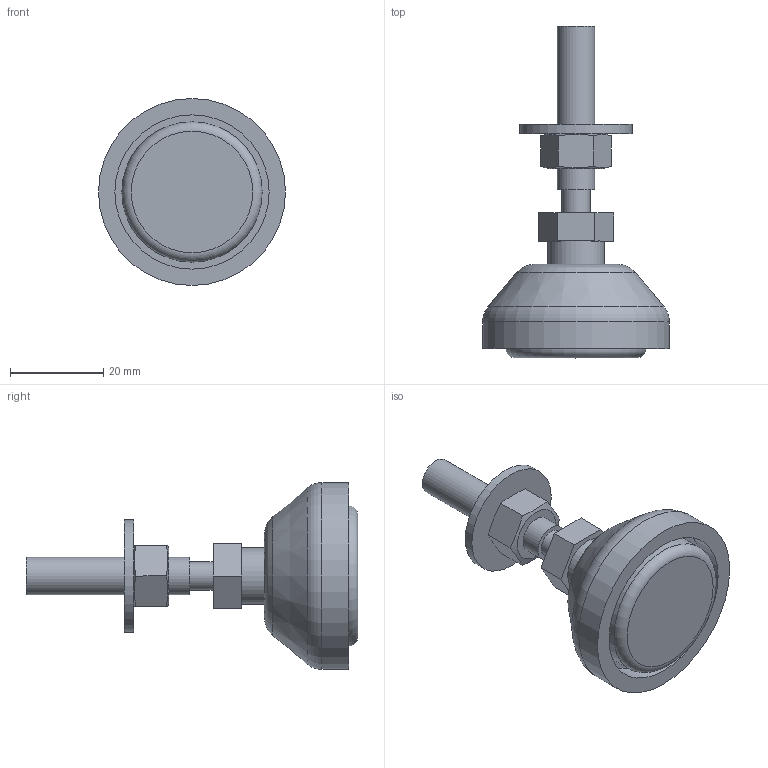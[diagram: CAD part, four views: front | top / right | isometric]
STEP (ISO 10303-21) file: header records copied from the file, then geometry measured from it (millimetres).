
FILE_DESCRIPTION(/* description */ (''),/* implementation_level */ '2;1');
FILE_NAME(/* name */ '145015',/* time_stamp */ '2014-10-06T10:29:01+02:00',/* author */ (''),/* organization */ (''),/* preprocessor_version */ 'ST-DEVELOPER v14',/* originating_system */ 'HiCAD 2013 1802.4 Build 509',/* authorisation */ '');
FILE_SCHEMA (('AUTOMOTIVE_DESIGN { 1 0 10303 214 1 1 1 1 }'));
Length unit declared in the file: millimetre
Products named in the file (5): Root; 145015Stelvoet 40 - M8x69, kunststofBOIKON; MOER; 145405Dempingsring diam. 40BOIKON0; 901808Carr. ring  DIN 9021 EV M8BOIKON0
Assembly tree (4 placements, depth 3):
  Root
    145015Stelvoet 40 - M8x69, kunststofBOIKON
      MOER
      145405Dempingsring diam. 40BOIKON0
      901808Carr. ring  DIN 9021 EV M8BOIKON0
Bounding box: 40 x 71 x 40 mm (x, y, z)
Volume: 22901.9 mm3; surface area: 10059.8 mm2
Topology: 4 solids, 4 shells, 46 faces, 87 edges, 61 vertices
Faces by surface type: plane 27, cylinder 11, cone 5, torus 3
Full cylindrical faces by diameter (mm): 6 x1, 6.647 x1, 8 x1, 8.4 x1, 12 x1, 15 x1, 16 x1, 24 x1, 30 x1, 33 x1, 40 x1
Entity records: 1835 total; most frequent: DIRECTION 216, CARTESIAN_POINT 179, PRESENTATION_STYLE_ASSIGNMENT 136, COLOUR_RGB 136, DRAUGHTING_PRE_DEFINED_CURVE_FONT 132, CURVE_STYLE 132, OVER_RIDING_STYLED_ITEM 132, ORIENTED_EDGE 132
